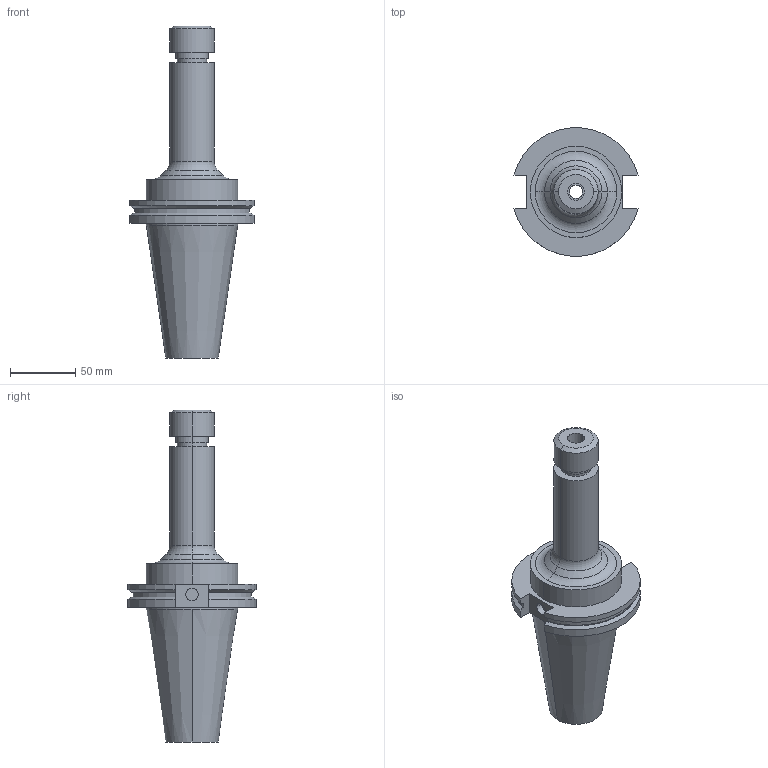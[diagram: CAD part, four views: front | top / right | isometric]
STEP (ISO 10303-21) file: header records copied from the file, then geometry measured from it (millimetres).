
FILE_DESCRIPTION (( 'STEP AP203' ), '1' );
FILE_NAME ('STP-47.122.20.600.STEP', '2020-07-01T01:03:44', ( '' ), ( '' ), 'SwSTEP 2.0', 'SolidWorks 2017', '' );
FILE_SCHEMA (( 'CONFIG_CONTROL_DESIGN' ));
Length unit declared in the file: millimetre
Products named in the file (1): STP-47.122.20.600
Bounding box: 94.95 x 98.05 x 254 mm (x, y, z)
Volume: 491636.6 mm3; surface area: 64070.3 mm2
Topology: 1 solids, 1 shells, 71 faces, 160 edges, 100 vertices
Faces by surface type: cylinder 30, plane 21, cone 16, torus 4
Entity records: 2083 total; most frequent: DIRECTION 376, CARTESIAN_POINT 356, ORIENTED_EDGE 320, EDGE_CURVE 160, AXIS2_PLACEMENT_3D 152, VERTEX_POINT 100, EDGE_LOOP 82, CIRCLE 80
